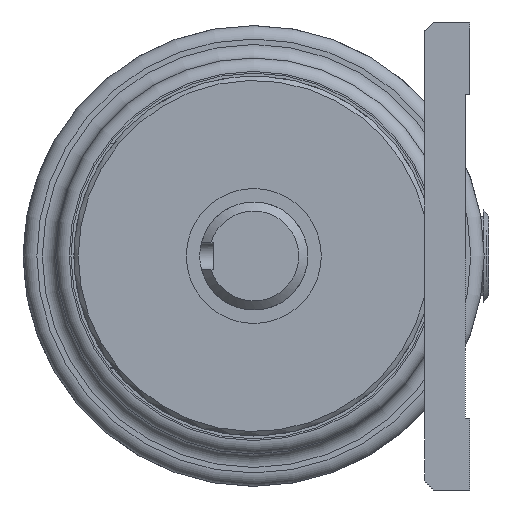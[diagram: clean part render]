
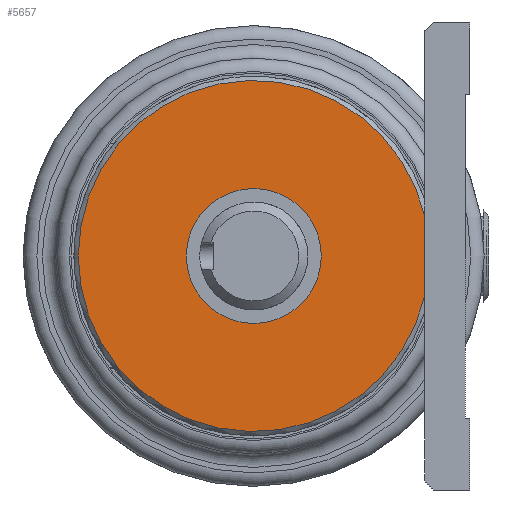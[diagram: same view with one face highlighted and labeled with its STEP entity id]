
A CAD part, left-side view. The second image highlights one B-rep face of the part: STEP entity #5657.
In plain terms, the highlighted planar face has unit normal (-1, 0, 0).
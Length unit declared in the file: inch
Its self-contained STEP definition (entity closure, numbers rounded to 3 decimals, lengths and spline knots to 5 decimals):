
#228=FACE_BOUND('',#1080,.T.);
#421=CIRCLE('',#6219,0.9375);
#425=CIRCLE('',#6227,2.438);
#743=FACE_OUTER_BOUND('',#1079,.T.);
#1079=EDGE_LOOP('',(#5063,#5064));
#1080=EDGE_LOOP('',(#5065));
#1602=LINE('',#9530,#2128);
#2128=VECTOR('',#7701,0.3937);
#2733=VERTEX_POINT('',#9517);
#2737=VERTEX_POINT('',#9525);
#2738=VERTEX_POINT('',#9529);
#3511=EDGE_CURVE('',#2733,#2733,#421,.T.);
#3515=EDGE_CURVE('',#2738,#2737,#1602,.T.);
#3521=EDGE_CURVE('',#2738,#2737,#425,.T.);
#5063=ORIENTED_EDGE('',*,*,#3515,.T.);
#5064=ORIENTED_EDGE('',*,*,#3521,.F.);
#5065=ORIENTED_EDGE('',*,*,#3511,.T.);
#5361=PLANE('',#6228);
#5657=ADVANCED_FACE('',(#743,#228),#5361,.T.);
#6219=AXIS2_PLACEMENT_3D('',#9518,#7694,#7695);
#6227=AXIS2_PLACEMENT_3D('',#9543,#7714,#7715);
#6228=AXIS2_PLACEMENT_3D('',#9544,#7716,#7717);
#7694=DIRECTION('center_axis',(1.,0.,0.));
#7695=DIRECTION('ref_axis',(0.,-1.,0.));
#7701=DIRECTION('',(0.,0.,1.));
#7714=DIRECTION('center_axis',(1.,0.,0.));
#7715=DIRECTION('ref_axis',(0.,-1.,0.));
#7716=DIRECTION('center_axis',(-1.,0.,0.));
#7717=DIRECTION('ref_axis',(0.,0.,1.));
#9517=CARTESIAN_POINT('',(-0.888,0.9375,0.));
#9518=CARTESIAN_POINT('Origin',(-0.888,0.,0.));
#9525=CARTESIAN_POINT('',(-0.888,-2.375,0.55065));
#9529=CARTESIAN_POINT('',(-0.888,-2.375,-0.55065));
#9530=CARTESIAN_POINT('',(-0.888,-2.375,-0.05738));
#9543=CARTESIAN_POINT('Origin',(-0.888,0.,
0.));
#9544=CARTESIAN_POINT('Origin',(-0.888,1.25,0.));
